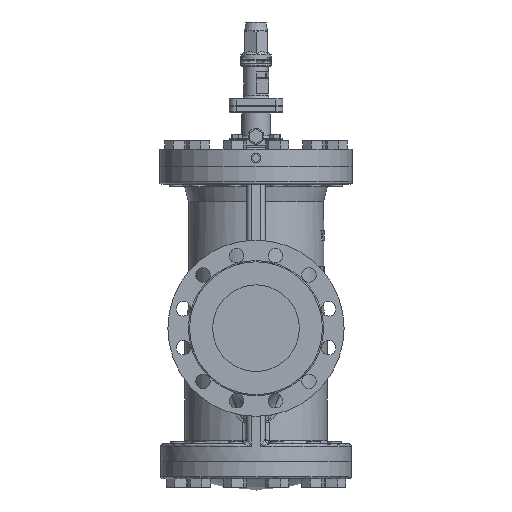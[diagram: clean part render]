
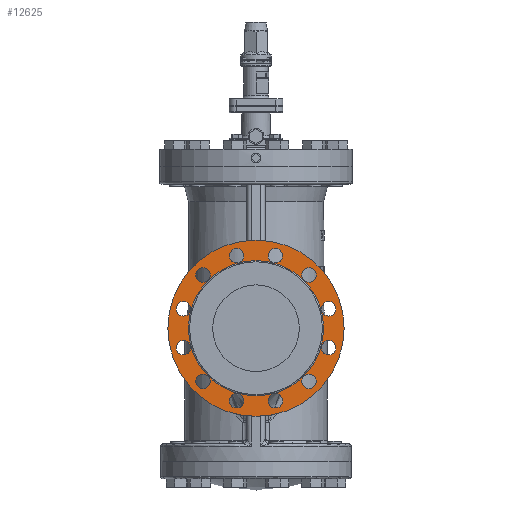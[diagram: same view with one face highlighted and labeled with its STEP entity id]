
A CAD part, left-side view. The second image highlights one B-rep face of the part: STEP entity #12625.
In plain terms, the highlighted planar face has unit normal (-1, 0, 0).
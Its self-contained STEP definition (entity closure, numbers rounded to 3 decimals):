
#440=FACE_BOUND('',#3901,.T.);
#441=FACE_BOUND('',#3902,.T.);
#442=FACE_BOUND('',#3903,.T.);
#443=FACE_BOUND('',#3904,.T.);
#444=FACE_BOUND('',#3905,.T.);
#445=FACE_BOUND('',#3906,.T.);
#446=FACE_BOUND('',#3907,.T.);
#447=FACE_BOUND('',#3908,.T.);
#448=FACE_BOUND('',#3909,.T.);
#449=FACE_BOUND('',#3910,.T.);
#450=FACE_BOUND('',#3911,.T.);
#451=FACE_BOUND('',#3912,.T.);
#452=FACE_BOUND('',#3913,.T.);
#666=PLANE('',#13483);
#3039=FACE_OUTER_BOUND('',#3900,.T.);
#3900=EDGE_LOOP('',(#8922));
#3901=EDGE_LOOP('',(#8923));
#3902=EDGE_LOOP('',(#8924));
#3903=EDGE_LOOP('',(#8925));
#3904=EDGE_LOOP('',(#8926));
#3905=EDGE_LOOP('',(#8927));
#3906=EDGE_LOOP('',(#8928));
#3907=EDGE_LOOP('',(#8929));
#3908=EDGE_LOOP('',(#8930));
#3909=EDGE_LOOP('',(#8931));
#3910=EDGE_LOOP('',(#8932));
#3911=EDGE_LOOP('',(#8933));
#3912=EDGE_LOOP('',(#8934));
#3913=EDGE_LOOP('',(#8935));
#5189=CIRCLE('',#13479,152.5);
#5190=CIRCLE('',#13481,117.);
#5192=CIRCLE('',#13484,12.5);
#5193=CIRCLE('',#13485,12.5);
#5194=CIRCLE('',#13486,12.5);
#5195=CIRCLE('',#13487,12.5);
#5196=CIRCLE('',#13488,12.5);
#5197=CIRCLE('',#13489,12.5);
#5198=CIRCLE('',#13490,12.5);
#5199=CIRCLE('',#13491,12.5);
#5200=CIRCLE('',#13492,12.5);
#5201=CIRCLE('',#13493,12.5);
#5202=CIRCLE('',#13494,12.5);
#5203=CIRCLE('',#13495,12.5);
#5780=VERTEX_POINT('',#19106);
#5781=VERTEX_POINT('',#19109);
#5783=VERTEX_POINT('',#19114);
#5784=VERTEX_POINT('',#19116);
#5785=VERTEX_POINT('',#19118);
#5786=VERTEX_POINT('',#19120);
#5787=VERTEX_POINT('',#19122);
#5788=VERTEX_POINT('',#19124);
#5789=VERTEX_POINT('',#19126);
#5790=VERTEX_POINT('',#19128);
#5791=VERTEX_POINT('',#19130);
#5792=VERTEX_POINT('',#19132);
#5793=VERTEX_POINT('',#19134);
#5794=VERTEX_POINT('',#19136);
#7022=EDGE_CURVE('',#5780,#5780,#5189,.T.);
#7023=EDGE_CURVE('',#5781,#5781,#5190,.T.);
#7025=EDGE_CURVE('',#5783,#5783,#5192,.T.);
#7026=EDGE_CURVE('',#5784,#5784,#5193,.T.);
#7027=EDGE_CURVE('',#5785,#5785,#5194,.T.);
#7028=EDGE_CURVE('',#5786,#5786,#5195,.T.);
#7029=EDGE_CURVE('',#5787,#5787,#5196,.T.);
#7030=EDGE_CURVE('',#5788,#5788,#5197,.T.);
#7031=EDGE_CURVE('',#5789,#5789,#5198,.T.);
#7032=EDGE_CURVE('',#5790,#5790,#5199,.T.);
#7033=EDGE_CURVE('',#5791,#5791,#5200,.T.);
#7034=EDGE_CURVE('',#5792,#5792,#5201,.T.);
#7035=EDGE_CURVE('',#5793,#5793,#5202,.T.);
#7036=EDGE_CURVE('',#5794,#5794,#5203,.T.);
#8922=ORIENTED_EDGE('',*,*,#7022,.F.);
#8923=ORIENTED_EDGE('',*,*,#7025,.F.);
#8924=ORIENTED_EDGE('',*,*,#7026,.F.);
#8925=ORIENTED_EDGE('',*,*,#7027,.F.);
#8926=ORIENTED_EDGE('',*,*,#7028,.F.);
#8927=ORIENTED_EDGE('',*,*,#7029,.F.);
#8928=ORIENTED_EDGE('',*,*,#7030,.F.);
#8929=ORIENTED_EDGE('',*,*,#7031,.F.);
#8930=ORIENTED_EDGE('',*,*,#7032,.F.);
#8931=ORIENTED_EDGE('',*,*,#7033,.F.);
#8932=ORIENTED_EDGE('',*,*,#7034,.F.);
#8933=ORIENTED_EDGE('',*,*,#7035,.F.);
#8934=ORIENTED_EDGE('',*,*,#7036,.F.);
#8935=ORIENTED_EDGE('',*,*,#7023,.F.);
#12625=ADVANCED_FACE('',(#3039,#440,#441,#442,#443,#444,#445,#446,#447,
#448,#449,#450,#451,#452),#666,.T.);
#13479=AXIS2_PLACEMENT_3D('',#19107,#14914,#14915);
#13481=AXIS2_PLACEMENT_3D('',#19110,#14918,#14919);
#13483=AXIS2_PLACEMENT_3D('',#19113,#14922,#14923);
#13484=AXIS2_PLACEMENT_3D('',#19115,#14924,#14925);
#13485=AXIS2_PLACEMENT_3D('',#19117,#14926,#14927);
#13486=AXIS2_PLACEMENT_3D('',#19119,#14928,#14929);
#13487=AXIS2_PLACEMENT_3D('',#19121,#14930,#14931);
#13488=AXIS2_PLACEMENT_3D('',#19123,#14932,#14933);
#13489=AXIS2_PLACEMENT_3D('',#19125,#14934,#14935);
#13490=AXIS2_PLACEMENT_3D('',#19127,#14936,#14937);
#13491=AXIS2_PLACEMENT_3D('',#19129,#14938,#14939);
#13492=AXIS2_PLACEMENT_3D('',#19131,#14940,#14941);
#13493=AXIS2_PLACEMENT_3D('',#19133,#14942,#14943);
#13494=AXIS2_PLACEMENT_3D('',#19135,#14944,#14945);
#13495=AXIS2_PLACEMENT_3D('',#19137,#14946,#14947);
#14914=DIRECTION('center_axis',(1.,0.,0.));
#14915=DIRECTION('ref_axis',(0.,0.,-1.));
#14918=DIRECTION('center_axis',(-1.,0.,0.));
#14919=DIRECTION('ref_axis',(0.,0.,
-1.));
#14922=DIRECTION('center_axis',(-1.,0.,0.));
#14923=DIRECTION('ref_axis',(0.,0.,1.));
#14924=DIRECTION('center_axis',(-1.,0.,0.));
#14925=DIRECTION('ref_axis',(0.,-0.5,-0.866));
#14926=DIRECTION('center_axis',(-1.,0.,0.));
#14927=DIRECTION('ref_axis',(0.,0.,
-1.));
#14928=DIRECTION('center_axis',(-1.,0.,0.));
#14929=DIRECTION('ref_axis',(0.,0.5,-0.866));
#14930=DIRECTION('center_axis',(-1.,0.,0.));
#14931=DIRECTION('ref_axis',(0.,0.866,-0.5));
#14932=DIRECTION('center_axis',(-1.,0.,0.));
#14933=DIRECTION('ref_axis',(0.,1.,0.));
#14934=DIRECTION('center_axis',(-1.,0.,0.));
#14935=DIRECTION('ref_axis',(0.,0.866,0.5));
#14936=DIRECTION('center_axis',(-1.,0.,0.));
#14937=DIRECTION('ref_axis',(0.,0.5,0.866));
#14938=DIRECTION('center_axis',(-1.,0.,0.));
#14939=DIRECTION('ref_axis',(0.,0.,1.));
#14940=DIRECTION('center_axis',(-1.,0.,0.));
#14941=DIRECTION('ref_axis',(0.,-0.866,-0.5));
#14942=DIRECTION('center_axis',(-1.,0.,0.));
#14943=DIRECTION('ref_axis',(0.,-1.,0.));
#14944=DIRECTION('center_axis',(-1.,0.,0.));
#14945=DIRECTION('ref_axis',(0.,-0.866,0.5));
#14946=DIRECTION('center_axis',(-1.,0.,0.));
#14947=DIRECTION('ref_axis',(0.,-0.5,0.866));
#19106=CARTESIAN_POINT('',(-300.,0.,152.5));
#19107=CARTESIAN_POINT('Origin',(-300.,0.,0.));
#19109=CARTESIAN_POINT('',(-300.,0.,117.));
#19110=CARTESIAN_POINT('Origin',(-300.,0.,0.));
#19113=CARTESIAN_POINT('Origin',(-300.,0.,0.));
#19114=CARTESIAN_POINT('',(-300.,-33.646,-113.07));
#19115=CARTESIAN_POINT('Origin',(-300.,-33.646,-125.57));
#19116=CARTESIAN_POINT('',(-300.,33.646,-113.07));
#19117=CARTESIAN_POINT('Origin',(-300.,33.646,-125.57));
#19118=CARTESIAN_POINT('',(-300.,91.924,-79.424));
#19119=CARTESIAN_POINT('Origin',(-300.,91.924,-91.924));
#19120=CARTESIAN_POINT('',(-300.,125.57,-21.146));
#19121=CARTESIAN_POINT('Origin',(-300.,125.57,-33.646));
#19122=CARTESIAN_POINT('',(-300.,125.57,46.146));
#19123=CARTESIAN_POINT('Origin',(-300.,125.57,33.646));
#19124=CARTESIAN_POINT('',(-300.,91.924,104.424));
#19125=CARTESIAN_POINT('Origin',(-300.,91.924,91.924));
#19126=CARTESIAN_POINT('',(-300.,33.646,138.07));
#19127=CARTESIAN_POINT('Origin',(-300.,33.646,125.57));
#19128=CARTESIAN_POINT('',(-300.,-33.646,138.07));
#19129=CARTESIAN_POINT('Origin',(-300.,-33.646,125.57));
#19130=CARTESIAN_POINT('',(-300.,-81.099,-85.674));
#19131=CARTESIAN_POINT('Origin',(-300.,-91.924,-91.924));
#19132=CARTESIAN_POINT('',(-300.,-113.07,-33.646));
#19133=CARTESIAN_POINT('Origin',(-300.,-125.57,-33.646));
#19134=CARTESIAN_POINT('',(-300.,-114.745,27.396));
#19135=CARTESIAN_POINT('Origin',(-300.,-125.57,33.646));
#19136=CARTESIAN_POINT('',(-300.,-85.674,81.099));
#19137=CARTESIAN_POINT('Origin',(-300.,-91.924,91.924));
